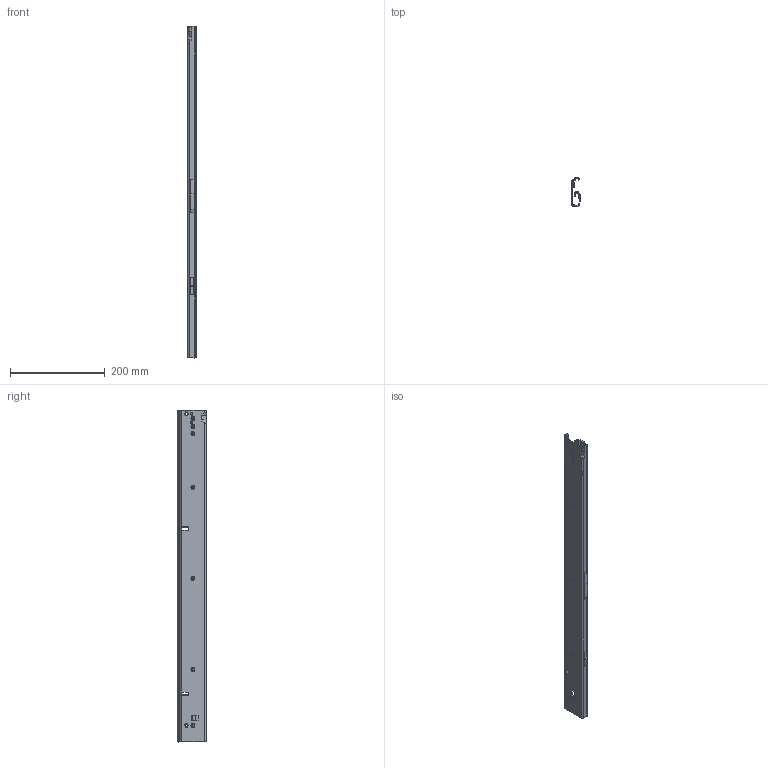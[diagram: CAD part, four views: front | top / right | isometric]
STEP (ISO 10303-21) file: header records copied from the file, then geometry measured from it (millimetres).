
FILE_DESCRIPTION (( 'STEP AP214' ), '1' );
FILE_NAME ('FR_795.700-GA.L500_closed.STEP', '2023-12-20T12:27:25', ( '' ), ( '' ), 'SwSTEP 2.0', 'SolidWorks 2023', '' );
FILE_SCHEMA (( 'AUTOMOTIVE_DESIGN' ));
Length unit declared in the file: millimetre
Products named in the file (6): CS# 795.XXX-01.0000_NL  700; CS# 795.XXX-01.A173_NL  700; FR_795.700-GA.L500_closed; PG-033; CS# 795.XXX-03.0000_NL  700; CS# 795.XXX-03.A171_NL  700
Assembly tree (5 placements, depth 3):
  FR_795.700-GA.L500_closed
    CS# 795.XXX-01.0000_NL  700
      CS# 795.XXX-01.A173_NL  700
      PG-033
    CS# 795.XXX-03.0000_NL  700
      CS# 795.XXX-03.A171_NL  700
Bounding box: 18 x 62.55 x 700 mm (x, y, z)
Volume: 125196.7 mm3; surface area: 173459 mm2
Topology: 3 solids, 3 shells, 1381 faces, 3803 edges, 2407 vertices
Faces by surface type: cylinder 607, plane 433, cone 159, bspline 90, torus 72, sphere 20
Entity records: 47759 total; most frequent: CARTESIAN_POINT 13563, ORIENTED_EDGE 7544, DIRECTION 6769, EDGE_CURVE 3772, AXIS2_PLACEMENT_3D 2516, VERTEX_POINT 2407, LINE 1737, VECTOR 1737
